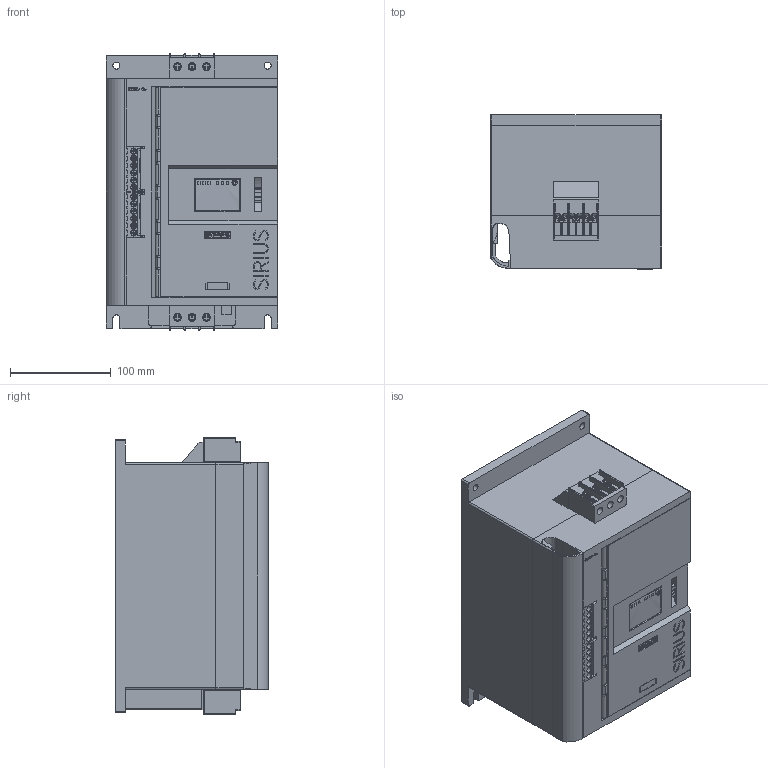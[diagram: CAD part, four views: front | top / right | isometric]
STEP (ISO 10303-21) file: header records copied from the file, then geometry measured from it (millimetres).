
FILE_DESCRIPTION(('no description'),'unknown implementation level');
FILE_NAME('3RW5216-1AC04_3D_v.stp',' ',('SIEMENS A&D'),('CADClick - KiM GmbH - www.kimweb.de'),'unknown preprocess','ACIS','unknown authorization');
FILE_SCHEMA(('automotive_design'));
Length unit declared in the file: millimetre
Products named in the file (1): 1
Bounding box: 170 x 152.5 x 274.8 mm (x, y, z)
Volume: 5773849.2 mm3; surface area: 337836.8 mm2
Topology: 1 solids, 1 shells, 2854 faces, 8282 edges, 5431 vertices
Faces by surface type: plane 1999, cylinder 618, cone 178, torus 53, sphere 6
Entity records: 189693 total; most frequent: CARTESIAN_POINT 22192, STYLED_ITEM 16556, PRESENTATION_STYLE_ASSIGNMENT 16556, COLOUR_RGB 16556, ORIENTED_EDGE 16540, DIRECTION 15306, EDGE_CURVE 8270, CURVE_STYLE 8270
